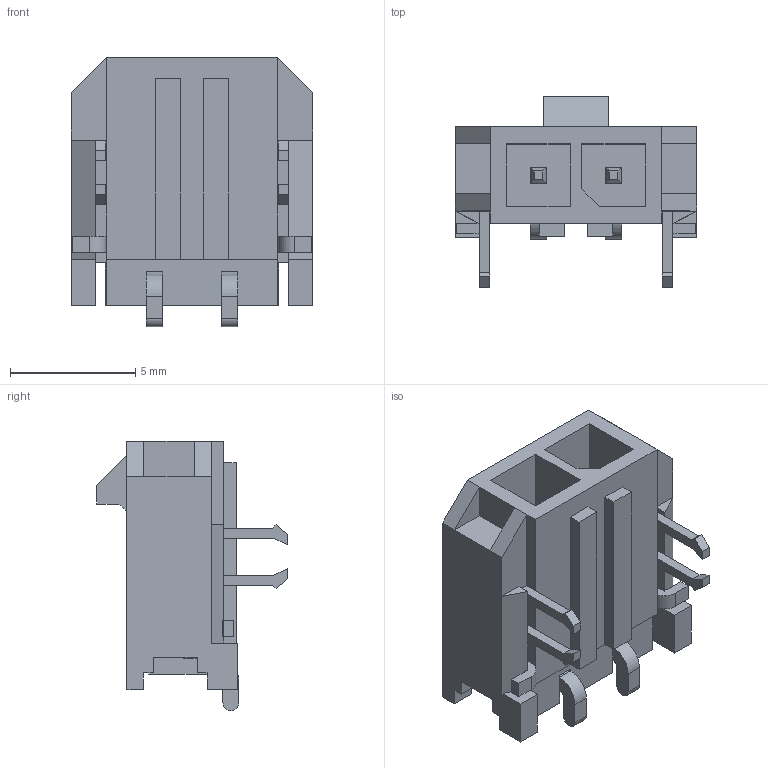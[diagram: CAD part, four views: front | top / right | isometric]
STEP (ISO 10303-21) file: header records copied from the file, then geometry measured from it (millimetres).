
FILE_DESCRIPTION( ( 'STEP AP214' ), '1' );
FILE_NAME( '436500210.stp', '2021-03-08T18:26:04', ( 'License CC BY-ND 4.0' ), ( 'CADENAS' ), ' ', 'PARTsolutions', ' ' );
FILE_SCHEMA( ( 'AUTOMOTIVE_DESIGN { 1 0 10303 214 1 1 1 1 }' ) );
Length unit declared in the file: millimetre
Products named in the file (3): 436500210; 1
Assembly tree (2 placements, depth 2):
  436500210
    1
    1
Bounding box: 9.65 x 7.61 x 10.74 mm (x, y, z)
Volume: 255.1 mm3; surface area: 611.9 mm2
Topology: 2 solids, 2 shells, 226 faces, 631 edges, 406 vertices
Faces by surface type: plane 213, cylinder 13
Entity records: 7154 total; most frequent: CARTESIAN_POINT 1266, ORIENTED_EDGE 1262, DIRECTION 1123, EDGE_CURVE 631, LINE 597, VECTOR 597, VERTEX_POINT 406, AXIS2_PLACEMENT_3D 263
